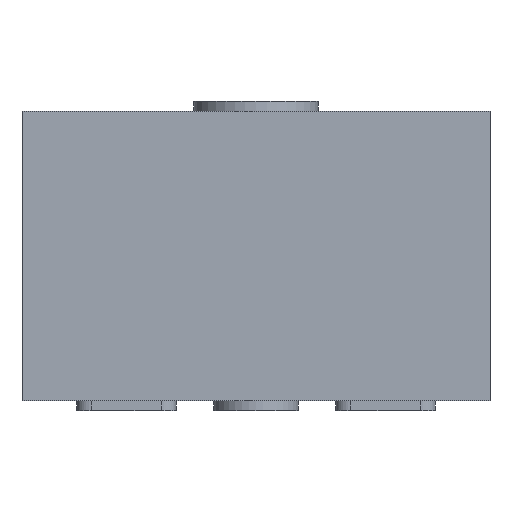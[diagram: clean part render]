
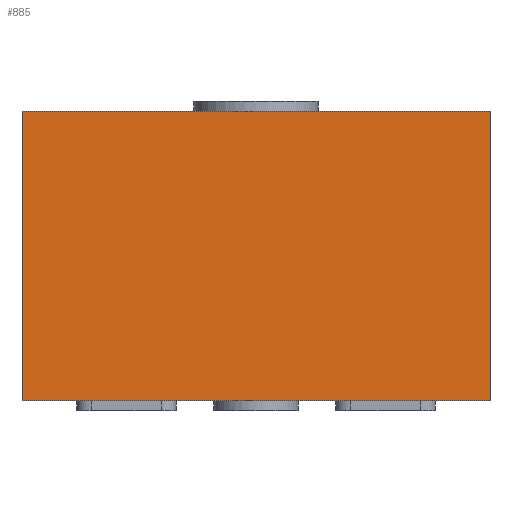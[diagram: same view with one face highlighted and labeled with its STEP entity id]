
A CAD part, front view. The second image highlights one B-rep face of the part: STEP entity #885.
In plain terms, the highlighted planar face has unit normal (0, -1, 0).
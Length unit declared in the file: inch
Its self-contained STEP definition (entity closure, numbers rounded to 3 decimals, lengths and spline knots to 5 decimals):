
#53 = DIRECTION ( 'NONE',  ( 0., 0., -1. ) ) ;
#64 = LINE ( 'NONE', #1654, #2052 ) ;
#111 = VERTEX_POINT ( 'NONE', #490 ) ;
#149 = LINE ( 'NONE', #931, #643 ) ;
#213 = CARTESIAN_POINT ( 'NONE',  ( 0.01848, -0.03325, 0.02362 ) ) ;
#273 = EDGE_CURVE ( 'NONE', #1657, #2220, #998, .T. ) ;
#490 = CARTESIAN_POINT ( 'NONE',  ( -0.01848, -0.03325, 0.00079 ) ) ;
#491 = DIRECTION ( 'NONE',  ( 0., 0., -1. ) ) ;
#601 = VERTEX_POINT ( 'NONE', #2393 ) ;
#643 = VECTOR ( 'NONE', #1116, 39.37008 ) ;
#854 = CARTESIAN_POINT ( 'NONE',  ( 0.01848, -0.03325, 0.00079 ) ) ;
#861 = FACE_OUTER_BOUND ( 'NONE', #2417, .T. ) ;
#870 = ORIENTED_EDGE ( 'NONE', *, *, #273, .F. ) ;
#885 = ADVANCED_FACE ( 'NONE', ( #861 ), #1691, .T. ) ;
#890 = EDGE_CURVE ( 'NONE', #2220, #111, #2247, .T. ) ;
#931 = CARTESIAN_POINT ( 'NONE',  ( -0.00748, -0.03325, 0.02362 ) ) ;
#967 = VECTOR ( 'NONE', #1594, 39.37008 ) ;
#972 = ORIENTED_EDGE ( 'NONE', *, *, #890, .F. ) ;
#998 = LINE ( 'NONE', #1540, #967 ) ;
#1116 = DIRECTION ( 'NONE',  ( -1., 0., 0. ) ) ;
#1190 = VECTOR ( 'NONE', #2042, 39.37008 ) ;
#1384 = EDGE_CURVE ( 'NONE', #601, #111, #64, .T. ) ;
#1455 = CARTESIAN_POINT ( 'NONE',  ( -0.00748, -0.03325, 0.02362 ) ) ;
#1478 = DIRECTION ( 'NONE',  ( 0., -1., 0. ) ) ;
#1540 = CARTESIAN_POINT ( 'NONE',  ( 0.01848, -0.03325, 0.02362 ) ) ;
#1594 = DIRECTION ( 'NONE',  ( 0., 0., -1. ) ) ;
#1641 = CARTESIAN_POINT ( 'NONE',  ( -0.00748, -0.03325, 0.00079 ) ) ;
#1654 = CARTESIAN_POINT ( 'NONE',  ( -0.01848, -0.03325, 0.02362 ) ) ;
#1657 = VERTEX_POINT ( 'NONE', #213 ) ;
#1691 = PLANE ( 'NONE',  #1981 ) ;
#1981 = AXIS2_PLACEMENT_3D ( 'NONE', #1455, #1478, #53 ) ;
#2042 = DIRECTION ( 'NONE',  ( -1., 0., 0. ) ) ;
#2052 = VECTOR ( 'NONE', #491, 39.37008 ) ;
#2056 = EDGE_CURVE ( 'NONE', #1657, #601, #149, .T. ) ;
#2220 = VERTEX_POINT ( 'NONE', #854 ) ;
#2247 = LINE ( 'NONE', #1641, #1190 ) ;
#2316 = ORIENTED_EDGE ( 'NONE', *, *, #1384, .T. ) ;
#2393 = CARTESIAN_POINT ( 'NONE',  ( -0.01848, -0.03325, 0.02362 ) ) ;
#2412 = ORIENTED_EDGE ( 'NONE', *, *, #2056, .T. ) ;
#2417 = EDGE_LOOP ( 'NONE', ( #972, #870, #2412, #2316 ) ) ;
